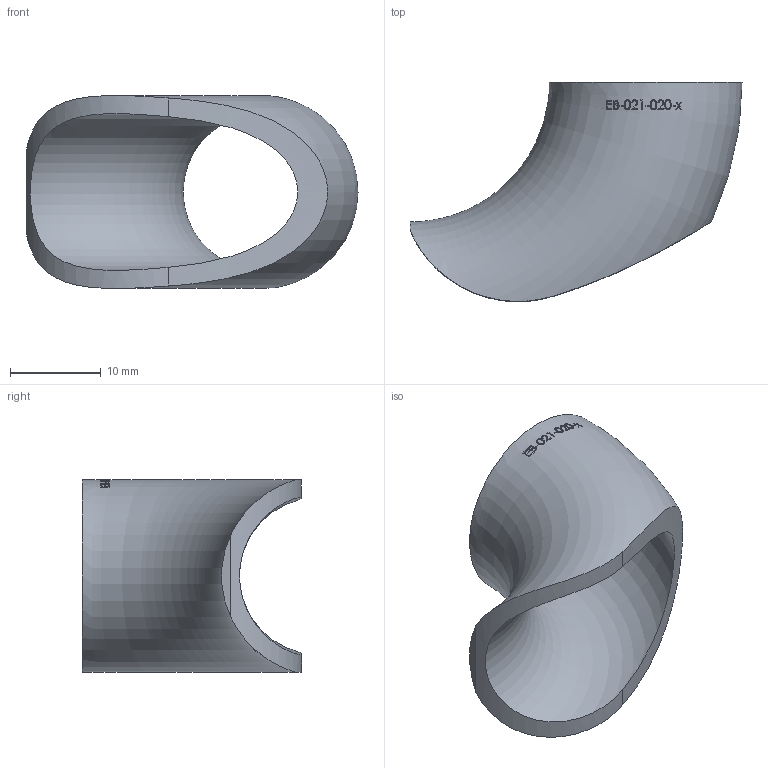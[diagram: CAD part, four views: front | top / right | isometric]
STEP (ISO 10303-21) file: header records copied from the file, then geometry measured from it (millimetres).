
FILE_DESCRIPTION (( 'STEP AP214' ), '1' );
FILE_NAME ('EB-021-020-x Einschweissbogen 2208.STEP', '2022-08-30T08:15:25', ( '' ), ( '' ), 'SwSTEP 2.0', 'SolidWorks 2019', '' );
FILE_SCHEMA (( 'AUTOMOTIVE_DESIGN' ));
Length unit declared in the file: millimetre
Products named in the file (1): EB-021-020-x Einschweissbogen 2208
Bounding box: 36.65 x 24.18 x 21.3 mm (x, y, z)
Volume: 3046 mm3; surface area: 3376.7 mm2
Topology: 1 solids, 1 shells, 134 faces, 358 edges, 242 vertices
Faces by surface type: bspline 112, torus 19, plane 2, cylinder 1
Entity records: 11255 total; most frequent: CARTESIAN_POINT 7550, ORIENTED_EDGE 708, EDGE_CURVE 354, B_SPLINE_CURVE_WITH_KNOTS 349, VERTEX_POINT 240, EDGE_LOOP 154, FACE_OUTER_BOUND 136, ADVANCED_FACE 134
